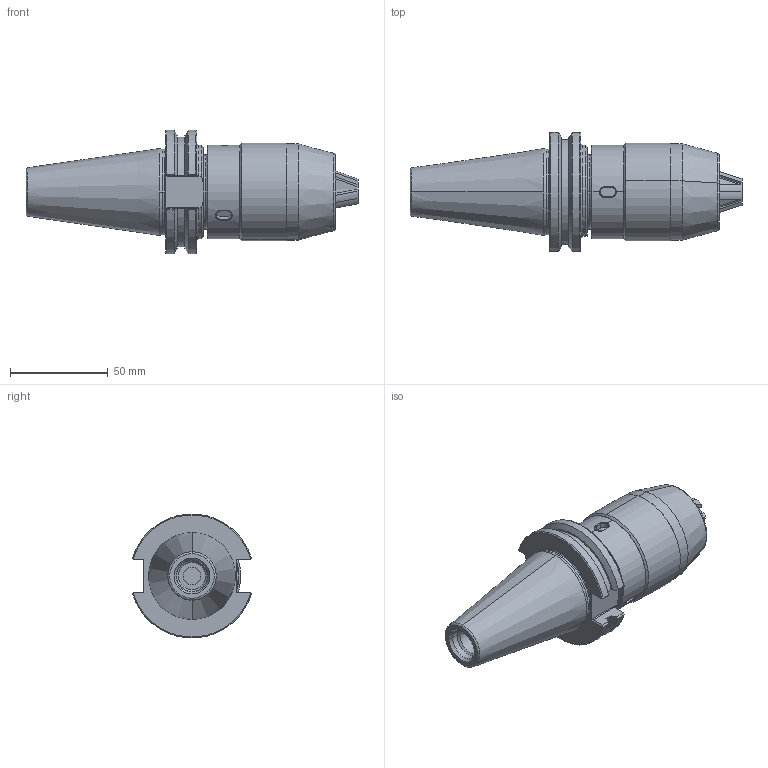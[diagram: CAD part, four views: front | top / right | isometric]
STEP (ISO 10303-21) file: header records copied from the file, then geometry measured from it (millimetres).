
FILE_DESCRIPTION((''),'2;1');
FILE_NAME('CAT40-NPU13-3_54_ASSEMBLY_ASM','2020-09-03T15:00:14',('user'),(''),'CREO PARAMETRIC BY PTC INC, 2018400','CREO PARAMETRIC BY PTC INC, 2018400','');
FILE_SCHEMA(('CONFIG_CONTROL_DESIGN'));
Length unit declared in the file: millimetre
Products named in the file (7): CAT40-NPU13-3_54; BB12213030401C; BB1271306M401A---; BB12713080101A---; BB12713070101A---; BA12713201003A_1_ASM; CAT40-NPU13-3_54_ASSEMBLY_ASM
Assembly tree (8 placements, depth 3):
  CAT40-NPU13-3_54_ASSEMBLY_ASM
    CAT40-NPU13-3_54
    BA12713201003A_1_ASM
      BB12213030401C  x3
      BB1271306M401A---
      BB12713080101A---
      BB12713070101A---
Bounding box: 169.78 x 60.84 x 63.27 mm (x, y, z)
Volume: 233379.4 mm3; surface area: 49072.9 mm2
Topology: 7 solids, 8 shells, 272 faces, 674 edges, 429 vertices
Faces by surface type: plane 150, cylinder 60, cone 28, torus 24, bspline 10
Entity records: 7551 total; most frequent: CARTESIAN_POINT 2625, DIRECTION 1025, ORIENTED_EDGE 972, EDGE_CURVE 488, AXIS2_PLACEMENT_3D 389, VERTEX_POINT 309, VECTOR 247, LINE 247
